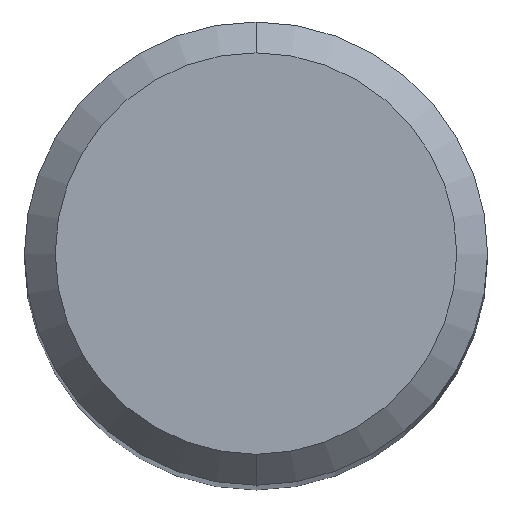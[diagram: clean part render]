
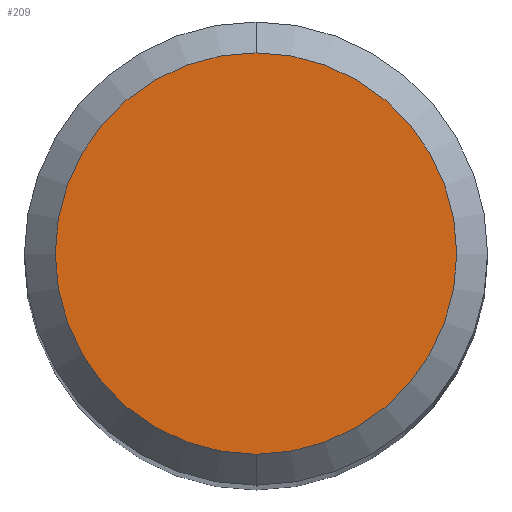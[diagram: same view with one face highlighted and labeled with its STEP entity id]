
A CAD part, top view. The second image highlights one B-rep face of the part: STEP entity #209.
In plain terms, the highlighted planar face has unit normal (0, 0, 1).
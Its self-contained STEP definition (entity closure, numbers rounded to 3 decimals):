
#137=EDGE_CURVE('',#153,#173,#288,.T.);
#153=VERTEX_POINT('',#308);
#173=VERTEX_POINT('',#330);
#203=EDGE_CURVE('',#173,#153,#363,.T.);
#209=ADVANCED_FACE('',(#369),#370,.T.);
#288=CIRCLE('',#457,2.6);
#308=CARTESIAN_POINT('',(0.0,2.6,0.0));
#330=CARTESIAN_POINT('',(0.,-2.6,0.0));
#363=CIRCLE('',#549,2.6);
#369=FACE_OUTER_BOUND('',#558,.T.);
#370=PLANE('',#559);
#457=AXIS2_PLACEMENT_3D('',#636,#637,#638);
#549=AXIS2_PLACEMENT_3D('',#738,#739,#740);
#558=EDGE_LOOP('',(#746,#747));
#559=AXIS2_PLACEMENT_3D('',#748,#749,#750);
#636=CARTESIAN_POINT('',(0.0,0.0,0.0));
#637=DIRECTION('',(0.0,0.0,-1.0));
#638=DIRECTION('',(0.0,1.0,0.0));
#738=CARTESIAN_POINT('',(0.0,0.0,0.0));
#739=DIRECTION('',(0.0,0.0,-1.0));
#740=DIRECTION('',(0.0,1.0,0.0));
#746=ORIENTED_EDGE('',*,*,#137,.F.);
#747=ORIENTED_EDGE('',*,*,#203,.F.);
#748=CARTESIAN_POINT('',(0.0,1.3,0.0));
#749=DIRECTION('',(-0.0,0.0,1.0));
#750=DIRECTION('',(0.0,-1.0,0.0));
